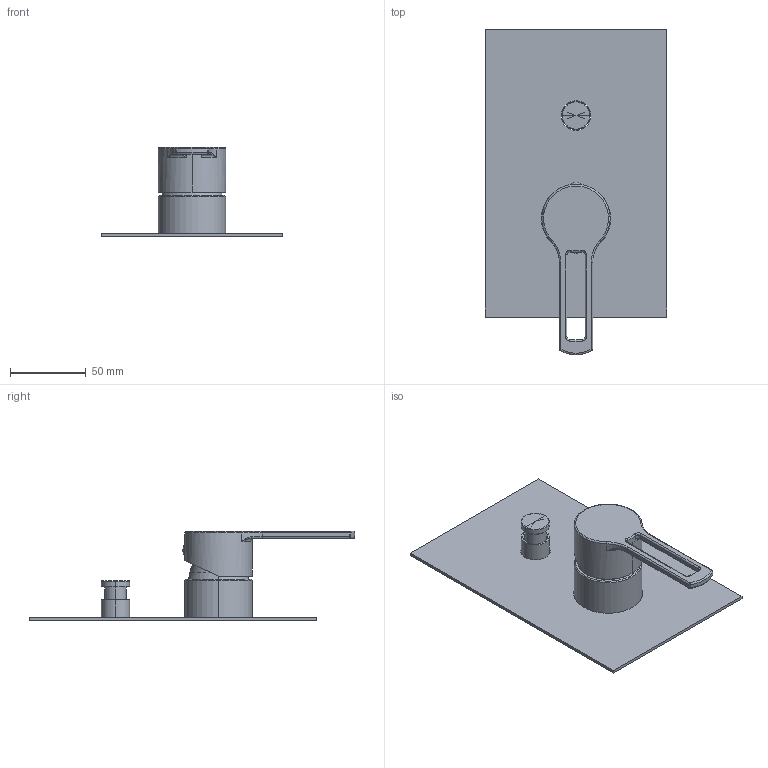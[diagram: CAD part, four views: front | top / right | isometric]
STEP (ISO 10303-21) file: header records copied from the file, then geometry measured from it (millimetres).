
FILE_DESCRIPTION((''),'2;1');
FILE_NAME('RIN015CR-M','2021-11-05T09:04:43',('ut3'),('PAFFONI SpA'),'CREO PARAMETRIC BY PTC INC, 2020044','CREO PARAMETRIC BY PTC INC, 2020044','');
FILE_SCHEMA(('CONFIG_CONTROL_DESIGN','SHAPE_APPEARANCE_LAYERS_GROUPS'));
Length unit declared in the file: millimetre
Products named in the file (1): RIN015CR-M
Bounding box: 120 x 215 x 58.8 mm (x, y, z)
Volume: 91799.2 mm3; surface area: 84860.9 mm2
Topology: 5 solids, 5 shells, 1047 faces, 2789 edges, 1744 vertices
Faces by surface type: plane 586, cylinder 251, torus 104, cone 50, bspline 28, sphere 28
Entity records: 46895 total; most frequent: CARTESIAN_POINT 13798, ORIENTED_EDGE 5554, DIRECTION 5196, EDGE_CURVE 2777, AXIS2_PLACEMENT_3D 1832, VERTEX_POINT 1744, VECTOR 1532, LINE 1532
